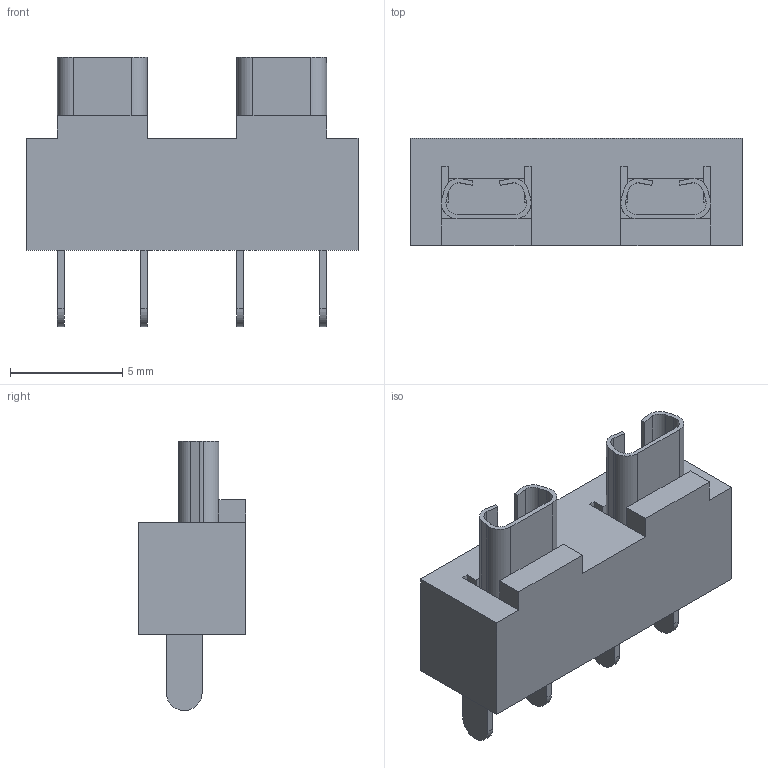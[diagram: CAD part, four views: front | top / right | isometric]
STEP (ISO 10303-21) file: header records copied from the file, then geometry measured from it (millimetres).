
FILE_DESCRIPTION (( 'STEP AP214' ), '1' );
FILE_NAME ('FUSE-TH_XF-506P.step', '2022-08-24T12:23:45', ( '' ), ( '' ), 'SwSTEP 2.0', 'SolidWorks 2020', '' );
FILE_SCHEMA (( 'AUTOMOTIVE_DESIGN' ));
Length unit declared in the file: millimetre
Products named in the file (1): FUSE-TH_XF-506P
Bounding box: 14.8 x 4.8 x 12 mm (x, y, z)
Volume: 370.8 mm3; surface area: 715.9 mm2
Topology: 3 solids, 3 shells, 342 faces, 951 edges, 630 vertices
Faces by surface type: plane 216, bspline 98, cylinder 28
Entity records: 15205 total; most frequent: CARTESIAN_POINT 3230, ORIENTED_EDGE 1902, DIRECTION 1305, EDGE_CURVE 951, VECTOR 687, LINE 687, VERTEX_POINT 630, EDGE_LOOP 365
